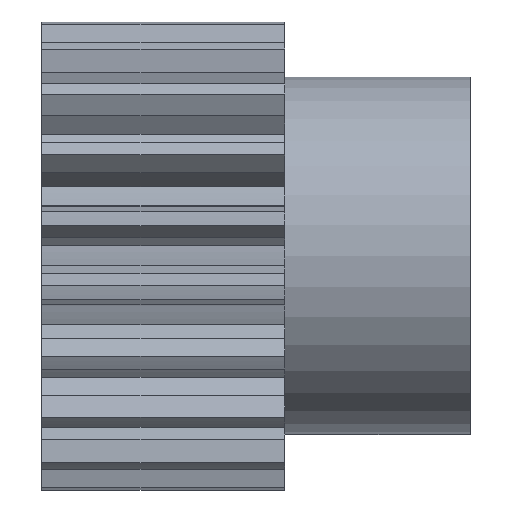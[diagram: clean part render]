
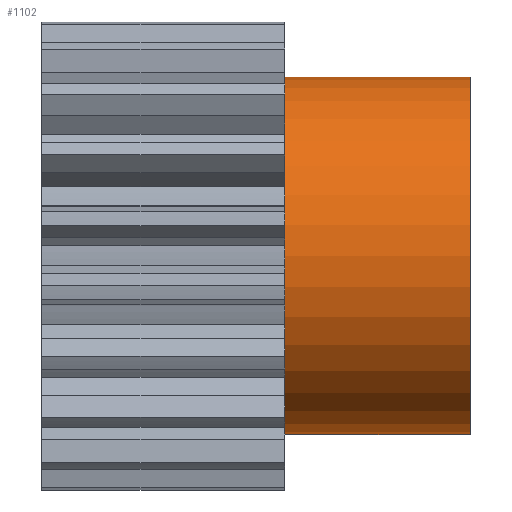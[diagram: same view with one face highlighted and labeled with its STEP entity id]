
A CAD part, top view. The second image highlights one B-rep face of the part: STEP entity #1102.
In plain terms, the highlighted cylindrical face has radius 12.5 mm (diameter 25 mm), a partial arc.
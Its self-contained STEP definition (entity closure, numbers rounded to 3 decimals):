
#820 = VERTEX_POINT( '', #2340 );
#910 = EDGE_CURVE( '', #1360, #820, #2441, .T. );
#996 = EDGE_CURVE( '', #1232, #1360, #2536, .T. );
#1102 = ADVANCED_FACE( '', ( #2652 ), #2653, .T. );
#1232 = VERTEX_POINT( '', #2798 );
#1360 = VERTEX_POINT( '', #2938 );
#1594 = EDGE_CURVE( '', #820, #2064, #3181, .T. );
#1802 = EDGE_CURVE( '', #1232, #2064, #3409, .T. );
#2064 = VERTEX_POINT( '', #3696 );
#2340 = CARTESIAN_POINT( '', ( 21.5, 12.5, 0. ) );
#2441 = CIRCLE( '', #4131, 12.5 );
#2536 = LINE( '', #4265, #4266 );
#2652 = FACE_OUTER_BOUND( '', #4434, .T. );
#2653 = CYLINDRICAL_SURFACE( '', #4435, 12.5 );
#2798 = CARTESIAN_POINT( '', ( 8.5, -12.5, 0. ) );
#2938 = CARTESIAN_POINT( '', ( 21.5, -12.5, 0. ) );
#3181 = LINE( '', #5178, #5179 );
#3409 = CIRCLE( '', #5495, 12.5 );
#3696 = CARTESIAN_POINT( '', ( 8.5, 12.5, 0. ) );
#4131 = AXIS2_PLACEMENT_3D( '', #6505, #6506, #6507 );
#4265 = CARTESIAN_POINT( '', ( 15., -12.5, 0. ) );
#4266 = VECTOR( '', #6609, 1. );
#4434 = EDGE_LOOP( '', ( #6737, #6738, #6739, #6740 ) );
#4435 = AXIS2_PLACEMENT_3D( '', #6741, #6742, #6743 );
#5178 = CARTESIAN_POINT( '', ( 15., 12.5, 0. ) );
#5179 = VECTOR( '', #7221, 1. );
#5495 = AXIS2_PLACEMENT_3D( '', #7548, #7549, #7550 );
#6505 = CARTESIAN_POINT( '', ( 21.5, 0., 0. ) );
#6506 = DIRECTION( '', ( -1., 0., 0. ) );
#6507 = DIRECTION( '', ( 0., 1., 0. ) );
#6609 = DIRECTION( '', ( 1., 0., 0. ) );
#6737 = ORIENTED_EDGE( '', *, *, #1594, .T. );
#6738 = ORIENTED_EDGE( '', *, *, #1802, .F. );
#6739 = ORIENTED_EDGE( '', *, *, #996, .T. );
#6740 = ORIENTED_EDGE( '', *, *, #910, .T. );
#6741 = CARTESIAN_POINT( '', ( 15., 0., 0. ) );
#6742 = DIRECTION( '', ( 1., 0., 0. ) );
#6743 = DIRECTION( '', ( 0., 1., 0. ) );
#7221 = DIRECTION( '', ( -1., 0., 0. ) );
#7548 = CARTESIAN_POINT( '', ( 8.5, 0., 0. ) );
#7549 = DIRECTION( '', ( -1., 0., 0. ) );
#7550 = DIRECTION( '', ( 0., 1., 0. ) );
